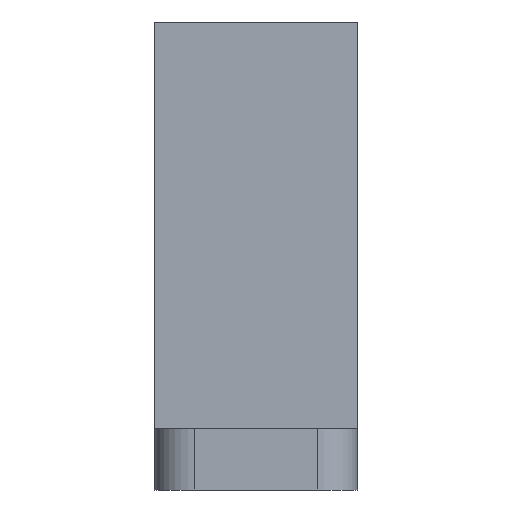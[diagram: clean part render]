
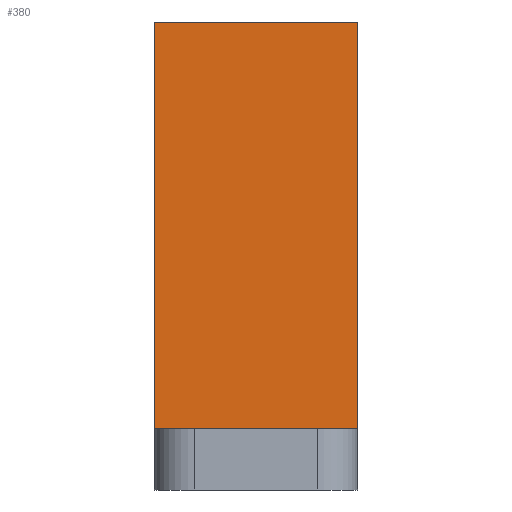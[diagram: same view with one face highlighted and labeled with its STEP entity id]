
A CAD part, left-side view. The second image highlights one B-rep face of the part: STEP entity #380.
In plain terms, the highlighted planar face has unit normal (-1, 0, 0).
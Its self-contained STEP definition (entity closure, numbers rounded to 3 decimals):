
#40=FACE_OUTER_BOUND('',#60,.T.);
#60=EDGE_LOOP('',(#267,#268,#269,#270));
#91=LINE('',#585,#133);
#92=LINE('',#587,#134);
#93=LINE('',#589,#135);
#94=LINE('',#590,#136);
#133=VECTOR('',#472,10.);
#134=VECTOR('',#473,10.);
#135=VECTOR('',#474,10.);
#136=VECTOR('',#475,10.);
#173=VERTEX_POINT('',#583);
#174=VERTEX_POINT('',#584);
#175=VERTEX_POINT('',#586);
#176=VERTEX_POINT('',#588);
#211=EDGE_CURVE('',#173,#174,#91,.T.);
#212=EDGE_CURVE('',#173,#175,#92,.T.);
#213=EDGE_CURVE('',#176,#175,#93,.T.);
#214=EDGE_CURVE('',#174,#176,#94,.T.);
#267=ORIENTED_EDGE('',*,*,#211,.F.);
#268=ORIENTED_EDGE('',*,*,#212,.T.);
#269=ORIENTED_EDGE('',*,*,#213,.F.);
#270=ORIENTED_EDGE('',*,*,#214,.F.);
#366=PLANE('',#423);
#380=ADVANCED_FACE('',(#40),#366,.T.);
#423=AXIS2_PLACEMENT_3D('',#582,#470,#471);
#470=DIRECTION('center_axis',(-1.,0.,0.));
#471=DIRECTION('ref_axis',(0.,-1.,0.));
#472=DIRECTION('',(0.,1.,0.));
#473=DIRECTION('',(0.,0.,1.));
#474=DIRECTION('',(0.,-1.,0.));
#475=DIRECTION('',(0.,0.,1.));
#582=CARTESIAN_POINT('Origin',(0.655,3.609,3.));
#583=CARTESIAN_POINT('',(0.655,-6.391,3.));
#584=CARTESIAN_POINT('',(0.655,3.609,3.));
#585=CARTESIAN_POINT('',(0.655,1.109,3.));
#586=CARTESIAN_POINT('',(0.655,-6.391,23.));
#587=CARTESIAN_POINT('',(0.655,-6.391,3.));
#588=CARTESIAN_POINT('',(0.655,3.609,23.));
#589=CARTESIAN_POINT('',(0.655,3.609,23.));
#590=CARTESIAN_POINT('',(0.655,3.609,3.));
